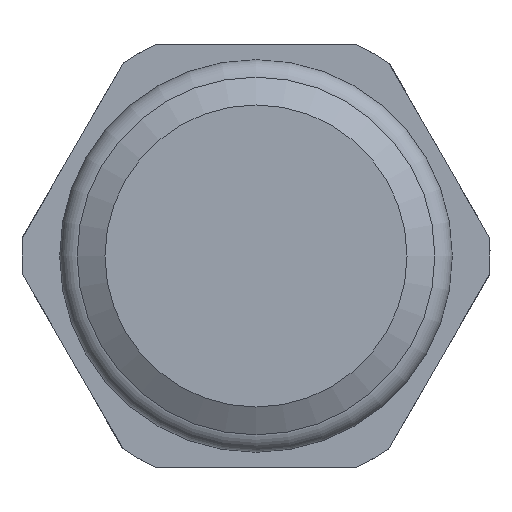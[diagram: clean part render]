
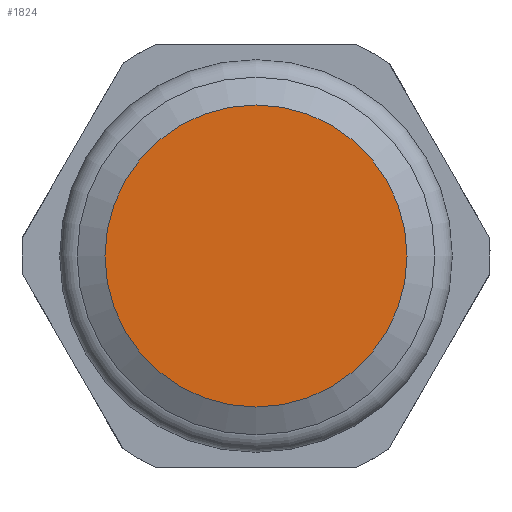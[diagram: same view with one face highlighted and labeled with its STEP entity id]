
A CAD part, front view. The second image highlights one B-rep face of the part: STEP entity #1824.
In plain terms, the highlighted planar face has unit normal (0, -1, 0).
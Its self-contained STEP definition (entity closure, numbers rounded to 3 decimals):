
#1793=CARTESIAN_POINT('',(5.0,0.,0.0));
#1794=VERTEX_POINT('',#1793);
#1795=CARTESIAN_POINT('',(0.0,0.,0.0));
#1796=DIRECTION('',(0.0,-1.0,0.0));
#1797=DIRECTION('',(1.0,0.0,0.0));
#1798=AXIS2_PLACEMENT_3D('',#1795,#1796,#1797);
#1799=CIRCLE('',#1798,5.0);
#1800=EDGE_CURVE('',#1794,#1794,#1799,.T.);
#1816=CARTESIAN_POINT('',(4.825,0.,0.0));
#1817=DIRECTION('',(0.0,-1.0,0.0));
#1818=DIRECTION('',(0.0,0.0,-1.0));
#1819=AXIS2_PLACEMENT_3D('',#1816,#1817,#1818);
#1820=PLANE('',#1819);
#1821=ORIENTED_EDGE('',*,*,#1800,.T.);
#1822=EDGE_LOOP('',(#1821));
#1823=FACE_OUTER_BOUND('',#1822,.T.);
#1824=ADVANCED_FACE('',(#1823),#1820,.T.);
